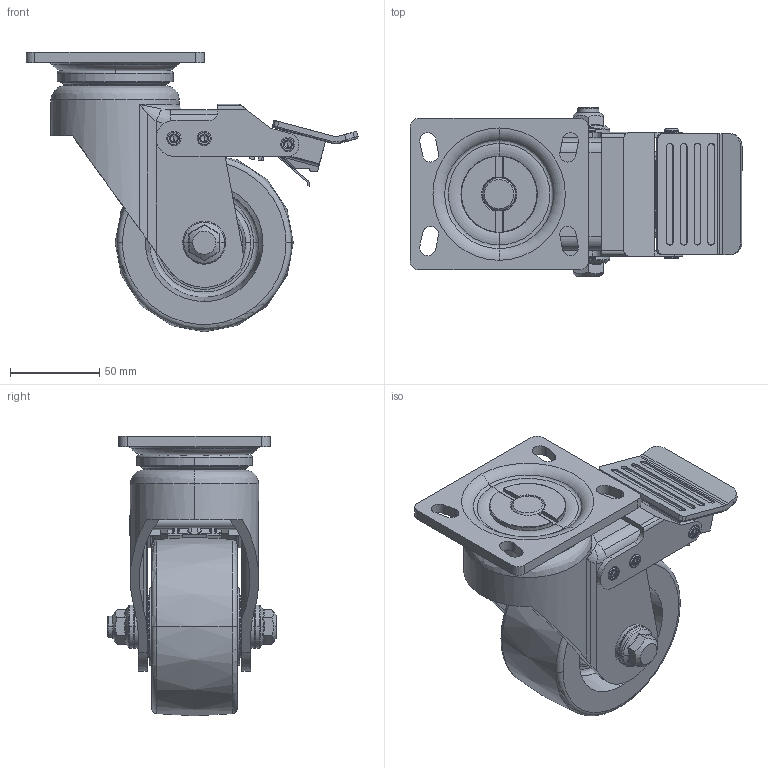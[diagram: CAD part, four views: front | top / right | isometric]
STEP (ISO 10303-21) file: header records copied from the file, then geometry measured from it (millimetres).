
FILE_DESCRIPTION (( 'STEP AP214' ), '1' );
FILE_NAME ('Plate Mt 100mm Swivel Caster_Total Brake-400kg(00DCA-3500-002-00).STEP', '2023-08-23T14:13:30', ( '' ), ( '' ), 'SwSTEP 2.0', 'SolidWorks 2020', '' );
FILE_SCHEMA (( 'AUTOMOTIVE_DESIGN' ));
Length unit declared in the file: millimetre
Products named in the file (1): Plate Mt 100mm Swivel Caster_Total Brake-400kg(00DCA-3500-002-00)
Bounding box: 186.27 x 94.8 x 156.88 mm (x, y, z)
Volume: 553459.8 mm3; surface area: 174813.2 mm2
Topology: 13 solids, 13 shells, 918 faces, 2400 edges, 1507 vertices
Faces by surface type: cylinder 400, plane 251, torus 113, bspline 94, cone 52, sphere 8
Entity records: 42270 total; most frequent: CARTESIAN_POINT 19954, ORIENTED_EDGE 4754, DIRECTION 3110, EDGE_CURVE 2377, VERTEX_POINT 1507, AXIS2_PLACEMENT_3D 1349, B_SPLINE_CURVE_WITH_KNOTS 1327, EDGE_LOOP 1012
